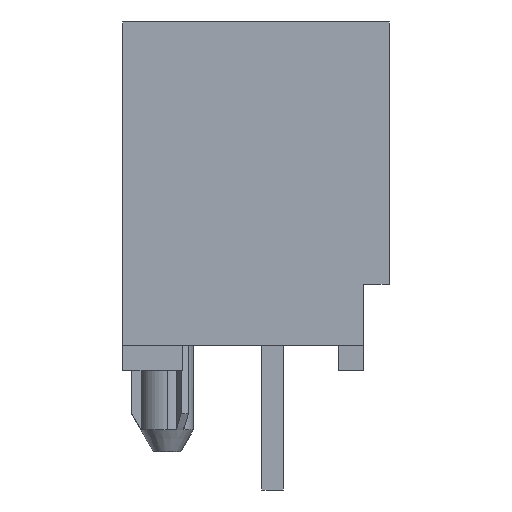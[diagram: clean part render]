
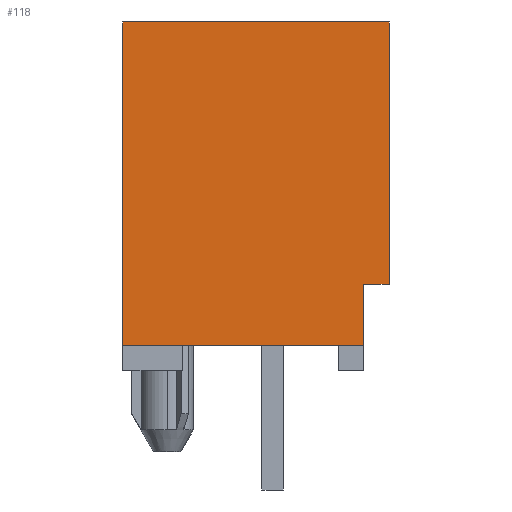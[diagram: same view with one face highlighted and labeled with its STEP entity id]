
A CAD part, left-side view. The second image highlights one B-rep face of the part: STEP entity #118.
In plain terms, the highlighted planar face has unit normal (-1, 0, 0).
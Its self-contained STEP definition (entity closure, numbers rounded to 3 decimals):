
#118=ADVANCED_FACE('',(#402),#403,.T.);
#402=FACE_OUTER_BOUND('',#807,.T.);
#403=PLANE('',#808);
#807=EDGE_LOOP('',(#1776,#1777,#1778,#1779,#1780,#1781));
#808=AXIS2_PLACEMENT_3D('',#1782,#1783,#1784);
#1776=ORIENTED_EDGE('',*,*,#2987,.F.);
#1777=ORIENTED_EDGE('',*,*,#2985,.T.);
#1778=ORIENTED_EDGE('',*,*,#2988,.T.);
#1779=ORIENTED_EDGE('',*,*,#2814,.F.);
#1780=ORIENTED_EDGE('',*,*,#2688,.F.);
#1781=ORIENTED_EDGE('',*,*,#2797,.T.);
#1782=CARTESIAN_POINT('',(-8.687,3.975,0.0));
#1783=DIRECTION('',(-1.0,0.0,0.0));
#1784=DIRECTION('',(0.0,0.0,1.0));
#2688=EDGE_CURVE('',#3221,#3223,#3224,.T.);
#2797=EDGE_CURVE('',#3221,#3430,#3432,.T.);
#2814=EDGE_CURVE('',#3223,#3457,#3458,.T.);
#2985=EDGE_CURVE('',#3744,#3742,#3745,.T.);
#2987=EDGE_CURVE('',#3744,#3430,#3747,.T.);
#2988=EDGE_CURVE('',#3742,#3457,#3748,.T.);
#3221=VERTEX_POINT('',#4096);
#3223=VERTEX_POINT('',#4099);
#3224=LINE('',#4100,#4101);
#3430=VERTEX_POINT('',#4408);
#3432=LINE('',#4411,#4412);
#3457=VERTEX_POINT('',#4453);
#3458=LINE('',#4454,#4455);
#3742=VERTEX_POINT('',#4900);
#3744=VERTEX_POINT('',#4903);
#3745=LINE('',#4904,#4905);
#3747=LINE('',#4908,#4909);
#3748=LINE('',#4910,#4911);
#4096=CARTESIAN_POINT('',(-8.687,-3.213,-9.652));
#4099=CARTESIAN_POINT('',(-8.687,3.975,-9.652));
#4100=CARTESIAN_POINT('',(-8.687,-3.213,-9.652));
#4101=VECTOR('',#5462,7.188);
#4408=CARTESIAN_POINT('',(-8.687,-3.213,-7.823));
#4411=CARTESIAN_POINT('',(-8.687,-3.213,-9.652));
#4412=VECTOR('',#5583,1.829);
#4453=CARTESIAN_POINT('',(-8.687,3.975,0.0));
#4454=CARTESIAN_POINT('',(-8.687,3.975,-9.652));
#4455=VECTOR('',#5600,9.652);
#4900=CARTESIAN_POINT('',(-8.687,-3.975,0.0));
#4903=CARTESIAN_POINT('',(-8.687,-3.975,-7.823));
#4904=CARTESIAN_POINT('',(-8.687,-3.975,-7.823));
#4905=VECTOR('',#5787,7.823);
#4908=CARTESIAN_POINT('',(-8.687,-3.975,-7.823));
#4909=VECTOR('',#5789,0.762);
#4910=CARTESIAN_POINT('',(-8.687,-3.975,0.0));
#4911=VECTOR('',#5790,7.95);
#5462=DIRECTION('',(0.0,1.0,0.0));
#5583=DIRECTION('',(0.0,0.0,1.0));
#5600=DIRECTION('',(0.0,0.0,1.0));
#5787=DIRECTION('',(0.0,0.0,1.0));
#5789=DIRECTION('',(0.0,1.0,0.0));
#5790=DIRECTION('',(0.0,1.0,0.0));
